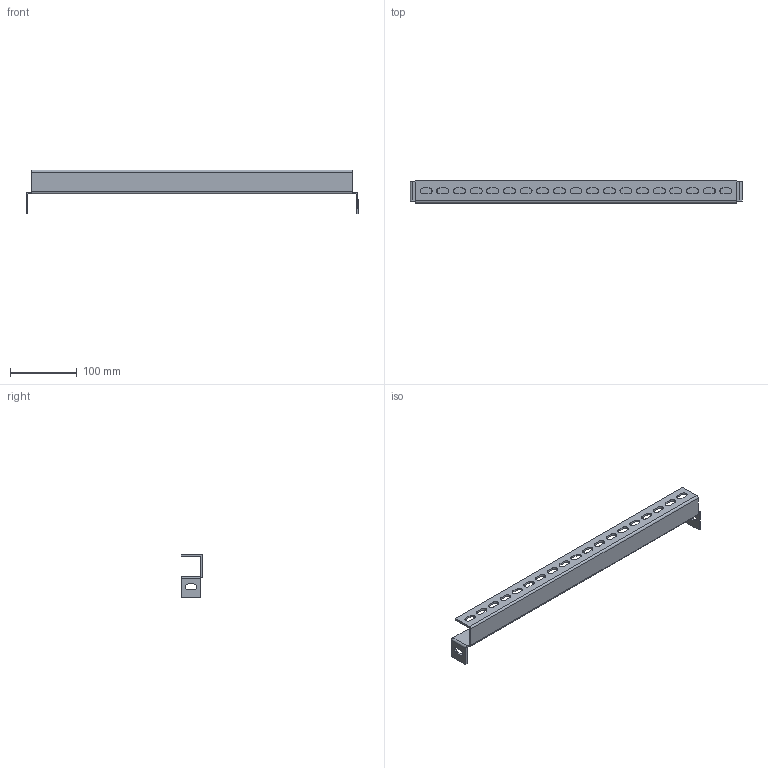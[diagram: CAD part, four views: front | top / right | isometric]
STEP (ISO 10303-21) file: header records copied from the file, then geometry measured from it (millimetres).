
FILE_DESCRIPTION (( 'STEP AP203' ), '1' );
FILE_NAME ('AC00C429.step', '2011-01-20T13:29:20', ( 'User' ), ( 'DKC' ), 'SwSTEP 2.0', 'SolidWorks 2010', '' );
FILE_SCHEMA (( 'CONFIG_CONTROL_DESIGN' ));
Length unit declared in the file: millimetre
Products named in the file (1): AC00C429
Bounding box: 498.5 x 33.01 x 66 mm (x, y, z)
Volume: 133843.2 mm3; surface area: 96333.2 mm2
Topology: 1 solids, 1 shells, 151 faces, 415 edges, 266 vertices
Faces by surface type: plane 78, cylinder 73
Entity records: 4968 total; most frequent: DIRECTION 865, CARTESIAN_POINT 833, ORIENTED_EDGE 830, EDGE_CURVE 415, AXIS2_PLACEMENT_3D 298, VECTOR 269, LINE 269, VERTEX_POINT 266
